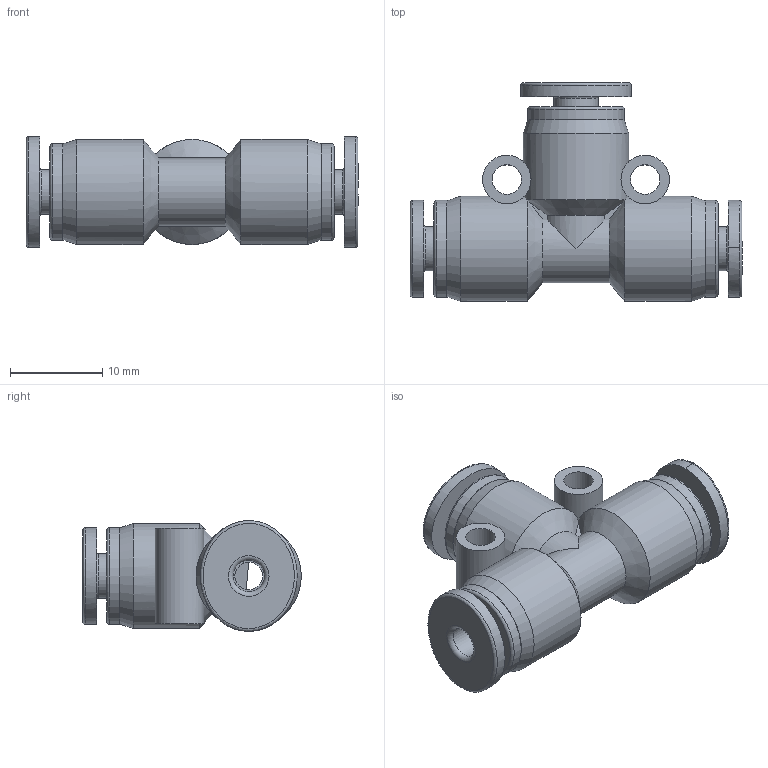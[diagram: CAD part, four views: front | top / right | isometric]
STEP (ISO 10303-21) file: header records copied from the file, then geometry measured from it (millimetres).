
FILE_DESCRIPTION(('FreeCAD Model'),'2;1');
FILE_NAME('Open CASCADE Shape Model','2025-05-12T18:21:43',('Author'),( ''),'Open CASCADE STEP processor 7.8','FreeCAD','Unknown');
FILE_SCHEMA(('AUTOMOTIVE_DESIGN { 1 0 10303 214 1 1 1 1 }'));
Length unit declared in the file: millimetre
Products named in the file (2): PE1-8; PE1-8-A
Assembly tree (1 placements, depth 2):
  PE1-8
    PE1-8-A
Bounding box: 36 x 23.7 x 12 mm (x, y, z)
Volume: 3966.2 mm3; surface area: 3301.9 mm2
Topology: 1 solids, 1 shells, 74 faces, 174 edges, 113 vertices
Faces by surface type: plane 31, cylinder 21, torus 9, cone 7, bspline 6
Full cylindrical faces by diameter (mm): 3 x2, 3.2 x2, 3.4 x3, 4.8 x3, 5.255 x2, 10.5 x3, 11.4 x3
Entity records: 10718 total; most frequent: CARTESIAN_POINT 7294, DIRECTION 506, ORIENTED_EDGE 348, PCURVE 348, DEFINITIONAL_REPRESENTATION 348, LINE 224, VECTOR 224, EDGE_CURVE 174
